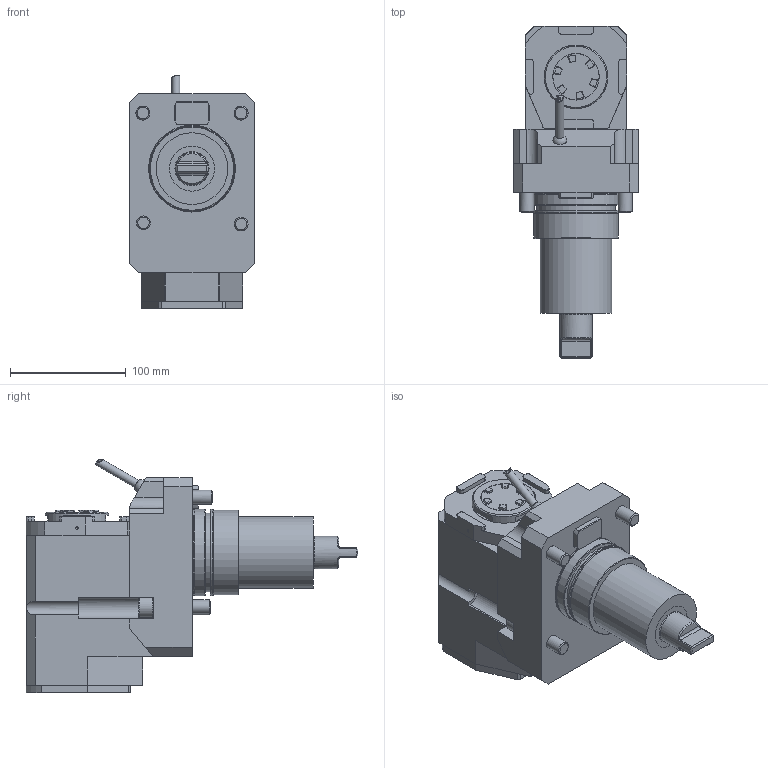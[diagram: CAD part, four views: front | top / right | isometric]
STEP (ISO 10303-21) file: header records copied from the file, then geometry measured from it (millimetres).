
FILE_DESCRIPTION (( 'STEP AP214' ), '1' );
FILE_NAME ('RRPPAH32I321UN75.STEP', '2025-09-24T15:30:42', ( '' ), ( '' ), 'SwSTEP 2.0', 'SolidWorks 2023', '' );
FILE_SCHEMA (( 'AUTOMOTIVE_DESIGN' ));
Length unit declared in the file: millimetre
Products named in the file (1): RRPPAH32I321UN75
Bounding box: 108 x 287.3 x 202.51 mm (x, y, z)
Volume: 2391691.3 mm3; surface area: 145063 mm2
Topology: 1 solids, 1 shells, 597 faces, 1558 edges, 1032 vertices
Faces by surface type: plane 364, bspline 110, cylinder 98, cone 18, torus 6, sphere 1
Full cylindrical faces by diameter (mm): 1.7 x1, 2.1 x1, 4 x1, 6.366 x1, 7 x1, 12 x4, 18 x1, 28 x1, 55 x1, 62 x1, 68 x1, 73 x1, 74.6 x1, 75 x2
Entity records: 27597 total; most frequent: CARTESIAN_POINT 10253, ORIENTED_EDGE 3016, DIRECTION 2457, EDGE_CURVE 1508, VERTEX_POINT 1018, VECTOR 989, LINE 989, AXIS2_PLACEMENT_3D 734
